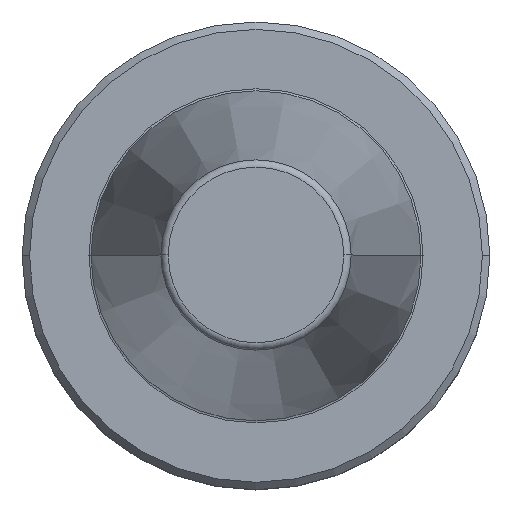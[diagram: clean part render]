
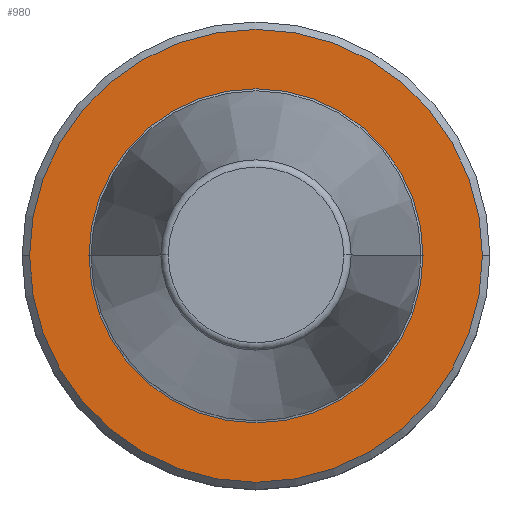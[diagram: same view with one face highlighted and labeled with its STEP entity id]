
A CAD part, top view. The second image highlights one B-rep face of the part: STEP entity #980.
In plain terms, the highlighted planar face has unit normal (0, 0, 1).
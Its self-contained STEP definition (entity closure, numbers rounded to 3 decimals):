
#14 = DIRECTION ( 'NONE',  ( 1., 0., 0. ) ) ;
#28 = CIRCLE ( 'NONE', #756, 22.5 ) ;
#164 = CARTESIAN_POINT ( 'NONE',  ( 0., 30.5, -2. ) ) ;
#185 = CARTESIAN_POINT ( 'NONE',  ( 0., 0., -2. ) ) ;
#198 = AXIS2_PLACEMENT_3D ( 'NONE', #437, #1146, #529 ) ;
#200 = VERTEX_POINT ( 'NONE', #1075 ) ;
#240 = AXIS2_PLACEMENT_3D ( 'NONE', #164, #1074, #471 ) ;
#241 = CARTESIAN_POINT ( 'NONE',  ( 30.5, 0., -2. ) ) ;
#292 = DIRECTION ( 'NONE',  ( 1., 0., 0. ) ) ;
#306 = AXIS2_PLACEMENT_3D ( 'NONE', #1225, #616, #14 ) ;
#430 = EDGE_LOOP ( 'NONE', ( #952, #1244 ) ) ;
#437 = CARTESIAN_POINT ( 'NONE',  ( 0., 0., -2. ) ) ;
#464 = EDGE_CURVE ( 'NONE', #200, #1178, #728, .T. ) ;
#467 = DIRECTION ( 'NONE',  ( 0., 0., 1. ) ) ;
#471 = DIRECTION ( 'NONE',  ( -1., 0., 0. ) ) ;
#486 = CIRCLE ( 'NONE', #1041, 30.5 ) ;
#509 = EDGE_CURVE ( 'NONE', #1178, #200, #28, .T. ) ;
#520 = FACE_BOUND ( 'NONE', #430, .T. ) ;
#529 = DIRECTION ( 'NONE',  ( 1., 0., 0. ) ) ;
#582 = EDGE_LOOP ( 'NONE', ( #1082, #1308 ) ) ;
#596 = FACE_OUTER_BOUND ( 'NONE', #582, .T. ) ;
#616 = DIRECTION ( 'NONE',  ( 0., 0., 1. ) ) ;
#707 = VERTEX_POINT ( 'NONE', #241 ) ;
#715 = CARTESIAN_POINT ( 'NONE',  ( -30.5, 0., -2. ) ) ;
#728 = CIRCLE ( 'NONE', #198, 22.5 ) ;
#736 = EDGE_CURVE ( 'NONE', #1171, #707, #486, .T. ) ;
#756 = AXIS2_PLACEMENT_3D ( 'NONE', #1070, #467, #1175 ) ;
#871 = PLANE ( 'NONE',  #240 ) ;
#892 = DIRECTION ( 'NONE',  ( 0., 0., 1. ) ) ;
#952 = ORIENTED_EDGE ( 'NONE', *, *, #464, .F. ) ;
#980 = ADVANCED_FACE ( 'NONE', ( #520, #596 ), #871, .F. ) ;
#1022 = CARTESIAN_POINT ( 'NONE',  ( -22.5, 0., -2. ) ) ;
#1041 = AXIS2_PLACEMENT_3D ( 'NONE', #185, #892, #292 ) ;
#1070 = CARTESIAN_POINT ( 'NONE',  ( 0., 0., -2. ) ) ;
#1074 = DIRECTION ( 'NONE',  ( 0., 0., -1. ) ) ;
#1075 = CARTESIAN_POINT ( 'NONE',  ( 22.5, 0., -2. ) ) ;
#1082 = ORIENTED_EDGE ( 'NONE', *, *, #736, .T. ) ;
#1146 = DIRECTION ( 'NONE',  ( 0., 0., 1. ) ) ;
#1171 = VERTEX_POINT ( 'NONE', #715 ) ;
#1175 = DIRECTION ( 'NONE',  ( 1., 0., 0. ) ) ;
#1178 = VERTEX_POINT ( 'NONE', #1022 ) ;
#1225 = CARTESIAN_POINT ( 'NONE',  ( 0., 0., -2. ) ) ;
#1228 = CIRCLE ( 'NONE', #306, 30.5 ) ;
#1244 = ORIENTED_EDGE ( 'NONE', *, *, #509, .F. ) ;
#1294 = EDGE_CURVE ( 'NONE', #707, #1171, #1228, .T. ) ;
#1308 = ORIENTED_EDGE ( 'NONE', *, *, #1294, .T. ) ;
